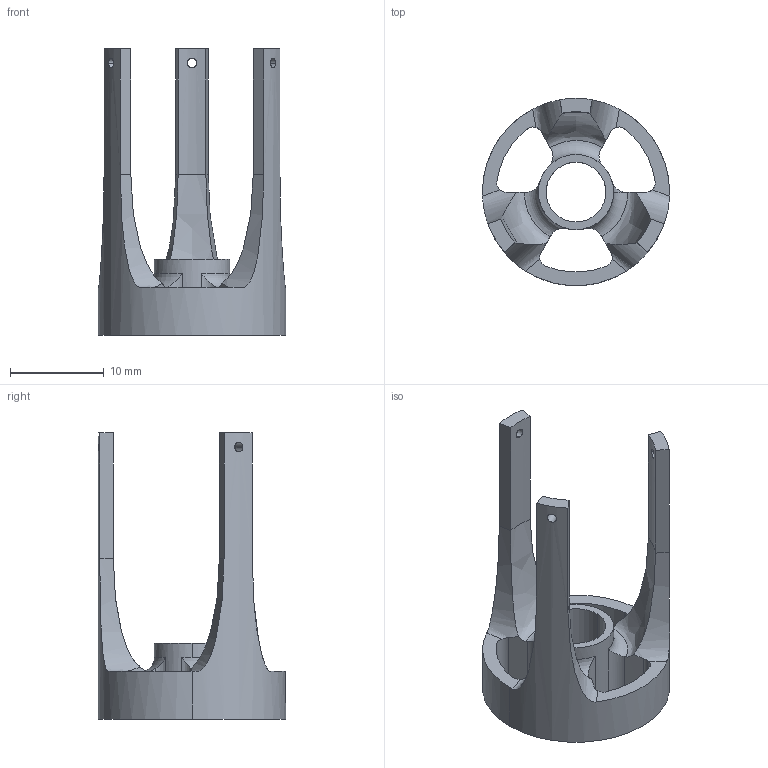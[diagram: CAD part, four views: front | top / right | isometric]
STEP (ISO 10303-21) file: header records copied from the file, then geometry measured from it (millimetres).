
FILE_DESCRIPTION (( 'STEP AP203' ), '1' );
FILE_NAME ('DPLX_P003_revB_small_inside_baffle.STEP', '2018-07-05T16:33:42', ( '' ), ( '' ), 'SwSTEP 2.0', 'SolidWorks 2017', '' );
FILE_SCHEMA (( 'CONFIG_CONTROL_DESIGN' ));
Length unit declared in the file: millimetre
Products named in the file (1): DPLX_P003_revB_small_inside_baffle
Bounding box: 19.92 x 19.92 x 30.48 mm (x, y, z)
Volume: 1603 mm3; surface area: 2036.2 mm2
Topology: 1 solids, 1 shells, 66 faces, 199 edges, 132 vertices
Faces by surface type: cylinder 33, plane 20, bspline 9, torus 4
Entity records: 3247 total; most frequent: CARTESIAN_POINT 1475, ORIENTED_EDGE 398, DIRECTION 303, EDGE_CURVE 199, VERTEX_POINT 132, AXIS2_PLACEMENT_3D 120, EDGE_LOOP 77, B_SPLINE_CURVE_WITH_KNOTS 74
